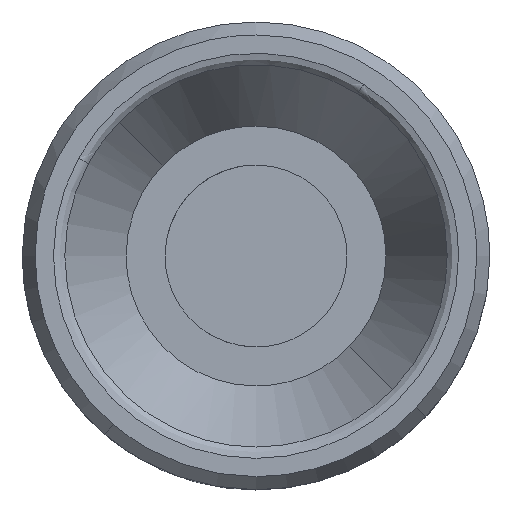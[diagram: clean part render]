
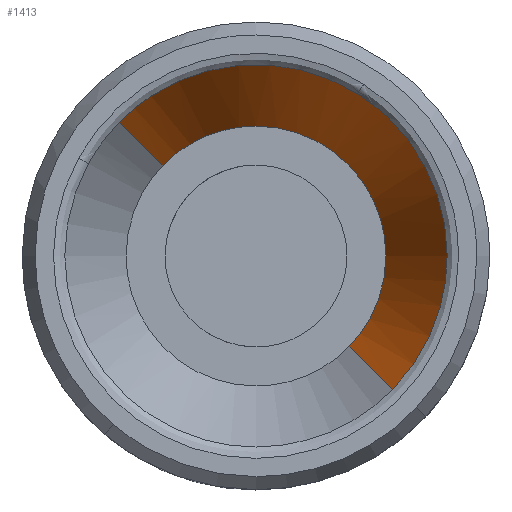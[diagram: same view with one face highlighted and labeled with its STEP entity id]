
A CAD part, top view. The second image highlights one B-rep face of the part: STEP entity #1413.
In plain terms, the highlighted free-form (B-spline) face has degree [2, 1] with [5, 2] control points.
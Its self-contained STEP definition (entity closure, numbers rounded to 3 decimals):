
#1196=CARTESIAN_POINT('',(-3.578,3.492,8.5));
#1197=VERTEX_POINT('',#1196);
#1209=CARTESIAN_POINT('',(-5.265,5.138,12.743));
#1210=VERTEX_POINT('',#1209);
#1211=CARTESIAN_POINT('',(-3.578,3.492,8.5));
#1212=CARTESIAN_POINT('',(-5.265,5.138,12.743));
#1213=QUASI_UNIFORM_CURVE('',1,(#1211,#1212),.UNSPECIFIED.,.F.,.U.);
#1214=EDGE_CURVE('',#1197,#1210,#1213,.T.);
#1256=CARTESIAN_POINT('',(5.265,-5.138,12.743));
#1257=VERTEX_POINT('',#1256);
#1270=CARTESIAN_POINT('',(3.578,-3.492,8.5));
#1271=VERTEX_POINT('',#1270);
#1272=CARTESIAN_POINT('',(3.578,-3.492,8.5));
#1273=CARTESIAN_POINT('',(5.265,-5.138,12.743));
#1274=QUASI_UNIFORM_CURVE('',1,(#1272,#1273),.UNSPECIFIED.,.F.,.U.);
#1275=EDGE_CURVE('',#1271,#1257,#1274,.T.);
#1307=CARTESIAN_POINT('',(3.536,-3.451,8.394));
#1308=CARTESIAN_POINT('',(6.987,0.085,8.394));
#1309=CARTESIAN_POINT('',(3.451,3.536,8.394));
#1310=CARTESIAN_POINT('',(-0.085,6.987,8.394));
#1311=CARTESIAN_POINT('',(-3.536,3.451,8.394));
#1312=CARTESIAN_POINT('',(5.309,-5.181,12.852));
#1313=CARTESIAN_POINT('',(10.489,0.128,12.852));
#1314=CARTESIAN_POINT('',(5.181,5.309,12.852));
#1315=CARTESIAN_POINT('',(-0.128,10.489,12.852));
#1316=CARTESIAN_POINT('',(-5.309,5.181,12.852));
#1324=(BOUNDED_SURFACE()B_SPLINE_SURFACE(2,1,((#1307,#1312),(#1308,#1313),(#1309,#1314),(#1310,#1315),(#1311,#1316)),.UNSPECIFIED.,.F.,.F.,.U.)B_SPLINE_SURFACE_WITH_KNOTS((3,2,3),(2,2),(0.0,12.29,24.58),(0.0,5.099),.UNSPECIFIED.)GEOMETRIC_REPRESENTATION_ITEM()RATIONAL_B_SPLINE_SURFACE(((1.0,1.0),(0.707,0.707),(1.0,1.0),(0.707,0.707),(1.0,1.0)))REPRESENTATION_ITEM('')SURFACE());
#1325=CARTESIAN_POINT('',(0.,5.,8.5));
#1326=VERTEX_POINT('',#1325);
#1327=CARTESIAN_POINT('',(-3.578,3.492,8.5));
#1328=CARTESIAN_POINT('',(-3.419,3.656,8.5));
#1329=CARTESIAN_POINT('',(-3.085,3.954,8.5));
#1330=CARTESIAN_POINT('',(-2.577,4.298,8.5));
#1331=CARTESIAN_POINT('',(-1.968,4.615,8.5));
#1332=CARTESIAN_POINT('',(-1.132,4.91,8.5));
#1333=CARTESIAN_POINT('',(-0.415,5.,8.5));
#1334=CARTESIAN_POINT('',(0.,5.,8.5));
#1335=B_SPLINE_CURVE_WITH_KNOTS('',3,(#1327,#1328,#1329,#1330,#1331,#1332,#1333,#1334),.UNSPECIFIED.,.F.,.U.,(4,1,1,1,1,4),(0.,0.685,1.34,1.838,2.742,3.988),.UNSPECIFIED.);
#1336=EDGE_CURVE('',#1197,#1326,#1335,.T.);
#1337=ORIENTED_EDGE('',*,*,#1336,.T.);
#1338=CARTESIAN_POINT('',(5.0,0.0,8.5));
#1339=VERTEX_POINT('',#1338);
#1340=CARTESIAN_POINT('',(0.,5.,8.5));
#1341=CARTESIAN_POINT('',(0.368,5.,8.5));
#1342=CARTESIAN_POINT('',(1.074,4.922,8.5));
#1343=CARTESIAN_POINT('',(1.951,4.629,8.5));
#1344=CARTESIAN_POINT('',(2.694,4.235,8.5));
#1345=CARTESIAN_POINT('',(3.345,3.752,8.5));
#1346=CARTESIAN_POINT('',(3.851,3.213,8.5));
#1347=CARTESIAN_POINT('',(4.244,2.663,8.5));
#1348=CARTESIAN_POINT('',(4.574,2.073,8.5));
#1349=CARTESIAN_POINT('',(4.905,1.166,8.5));
#1350=CARTESIAN_POINT('',(5.,0.43,8.5));
#1351=CARTESIAN_POINT('',(5.0,0.0,8.5));
#1352=B_SPLINE_CURVE_WITH_KNOTS('',3,(#1340,#1341,#1342,#1343,#1344,#1345,#1346,#1347,#1348,#1349,#1350,#1351),.UNSPECIFIED.,.F.,.U.,(4,1,1,1,1,1,1,1,1,4),(0.,1.104,2.117,2.761,3.62,4.541,4.97,5.645,6.565,7.854),.UNSPECIFIED.);
#1353=EDGE_CURVE('',#1326,#1339,#1352,.T.);
#1354=ORIENTED_EDGE('',*,*,#1353,.T.);
#1355=CARTESIAN_POINT('',(5.0,0.0,8.5));
#1356=CARTESIAN_POINT('',(5.,-0.362,8.5));
#1357=CARTESIAN_POINT('',(4.922,-1.077,8.5));
#1358=CARTESIAN_POINT('',(4.61,-2.008,8.5));
#1359=CARTESIAN_POINT('',(4.159,-2.82,8.5));
#1360=CARTESIAN_POINT('',(3.796,-3.269,8.5));
#1361=CARTESIAN_POINT('',(3.578,-3.492,8.5));
#1362=B_SPLINE_CURVE_WITH_KNOTS('',3,(#1355,#1356,#1357,#1358,#1359,#1360,#1361),.UNSPECIFIED.,.F.,.U.,(4,1,1,1,4),(0.,1.087,2.144,2.93,3.866),.UNSPECIFIED.);
#1363=EDGE_CURVE('',#1339,#1271,#1362,.T.);
#1364=ORIENTED_EDGE('',*,*,#1363,.T.);
#1365=ORIENTED_EDGE('',*,*,#1275,.T.);
#1366=CARTESIAN_POINT('',(7.357,0.0,12.743));
#1367=VERTEX_POINT('',#1366);
#1368=CARTESIAN_POINT('',(5.265,-5.138,12.743));
#1369=CARTESIAN_POINT('',(5.576,-4.82,12.743));
#1370=CARTESIAN_POINT('',(5.998,-4.301,12.743));
#1371=CARTESIAN_POINT('',(6.514,-3.452,12.743));
#1372=CARTESIAN_POINT('',(6.909,-2.604,12.743));
#1373=CARTESIAN_POINT('',(7.261,-1.422,12.743));
#1374=CARTESIAN_POINT('',(7.357,-0.518,12.743));
#1375=CARTESIAN_POINT('',(7.357,0.0,12.743));
#1376=B_SPLINE_CURVE_WITH_KNOTS('',3,(#1368,#1369,#1370,#1371,#1372,#1373,#1374,#1375),.UNSPECIFIED.,.F.,.U.,(4,1,1,1,1,4),(0.,1.333,2.,2.978,4.133,5.688),.UNSPECIFIED.);
#1377=EDGE_CURVE('',#1257,#1367,#1376,.T.);
#1378=ORIENTED_EDGE('',*,*,#1377,.T.);
#1379=CARTESIAN_POINT('',(3.907,6.234,12.743));
#1380=VERTEX_POINT('',#1379);
#1381=CARTESIAN_POINT('',(7.357,0.0,12.743));
#1382=CARTESIAN_POINT('',(7.357,0.349,12.743));
#1383=CARTESIAN_POINT('',(7.309,1.027,12.743));
#1384=CARTESIAN_POINT('',(7.079,2.109,12.743));
#1385=CARTESIAN_POINT('',(6.727,3.036,12.743));
#1386=CARTESIAN_POINT('',(6.273,3.871,12.743));
#1387=CARTESIAN_POINT('',(5.755,4.621,12.743));
#1388=CARTESIAN_POINT('',(4.98,5.466,12.743));
#1389=CARTESIAN_POINT('',(4.301,5.987,12.743));
#1390=CARTESIAN_POINT('',(3.907,6.234,12.743));
#1391=B_SPLINE_CURVE_WITH_KNOTS('',3,(#1381,#1382,#1383,#1384,#1385,#1386,#1387,#1388,#1389,#1390),.UNSPECIFIED.,.F.,.U.,(4,1,1,1,1,1,1,4),(0.,1.046,2.034,3.312,4.009,4.881,6.043,7.437),.UNSPECIFIED.);
#1392=EDGE_CURVE('',#1367,#1380,#1391,.T.);
#1393=ORIENTED_EDGE('',*,*,#1392,.T.);
#1394=CARTESIAN_POINT('',(3.907,6.234,12.743));
#1395=CARTESIAN_POINT('',(3.621,6.413,12.743));
#1396=CARTESIAN_POINT('',(3.08,6.702,12.743));
#1397=CARTESIAN_POINT('',(2.254,7.019,12.743));
#1398=CARTESIAN_POINT('',(1.434,7.233,12.743));
#1399=CARTESIAN_POINT('',(0.441,7.371,12.743));
#1400=CARTESIAN_POINT('',(-0.604,7.361,12.743));
#1401=CARTESIAN_POINT('',(-1.555,7.206,12.743));
#1402=CARTESIAN_POINT('',(-2.346,6.987,12.743));
#1403=CARTESIAN_POINT('',(-3.146,6.673,12.743));
#1404=CARTESIAN_POINT('',(-4.185,6.101,12.743));
#1405=CARTESIAN_POINT('',(-4.884,5.529,12.743));
#1406=CARTESIAN_POINT('',(-5.265,5.138,12.743));
#1407=B_SPLINE_CURVE_WITH_KNOTS('',3,(#1394,#1395,#1396,#1397,#1398,#1399,#1400,#1401,#1402,#1403,#1404,#1405,#1406),.UNSPECIFIED.,.F.,.U.,(4,1,1,1,1,1,1,1,1,1,4),(0.,1.014,1.834,2.653,3.55,4.838,5.774,6.437,7.295,8.349,9.987),.UNSPECIFIED.);
#1408=EDGE_CURVE('',#1380,#1210,#1407,.T.);
#1409=ORIENTED_EDGE('',*,*,#1408,.T.);
#1410=ORIENTED_EDGE('',*,*,#1214,.F.);
#1411=EDGE_LOOP('',(#1337,#1354,#1364,#1365,#1378,#1393,#1409,#1410));
#1412=FACE_OUTER_BOUND('',#1411,.T.);
#1413=ADVANCED_FACE('',(#1412),#1324,.F.);
